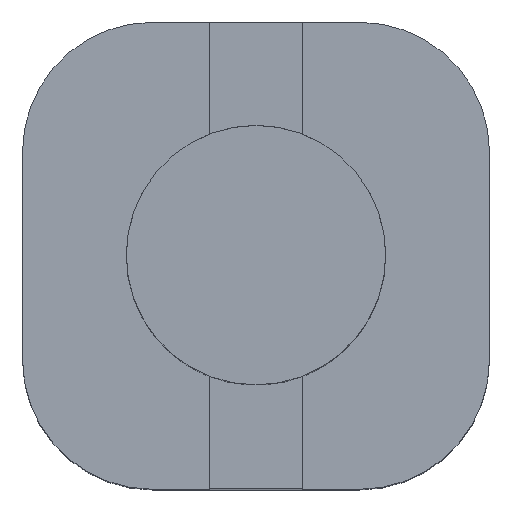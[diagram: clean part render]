
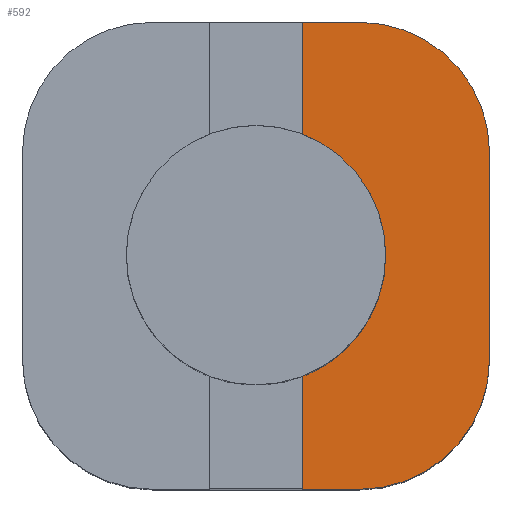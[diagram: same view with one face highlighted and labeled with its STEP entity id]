
A CAD part, top view. The second image highlights one B-rep face of the part: STEP entity #592.
In plain terms, the highlighted planar face has unit normal (0, 0, 1).
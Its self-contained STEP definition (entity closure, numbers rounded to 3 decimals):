
#25=FACE_OUTER_BOUND('',#57,.T.);
#57=EDGE_LOOP('',(#391,#392,#393,#394,#395,#396,#397,#398,#399,#400,#401));
#90=LINE('',#872,#159);
#91=LINE('',#874,#160);
#92=LINE('',#876,#161);
#93=LINE('',#882,#162);
#94=LINE('',#884,#163);
#95=LINE('',#886,#164);
#96=LINE('',#889,#165);
#159=VECTOR('',#698,10.);
#160=VECTOR('',#699,10.);
#161=VECTOR('',#700,10.);
#162=VECTOR('',#705,10.);
#163=VECTOR('',#706,10.);
#164=VECTOR('',#707,10.);
#165=VECTOR('',#710,10.);
#228=CIRCLE('',#640,2.5);
#229=CIRCLE('',#641,2.5);
#230=CIRCLE('',#642,2.5);
#231=CIRCLE('',#643,2.5);
#246=VERTEX_POINT('',#868);
#247=VERTEX_POINT('',#869);
#248=VERTEX_POINT('',#871);
#249=VERTEX_POINT('',#873);
#250=VERTEX_POINT('',#875);
#251=VERTEX_POINT('',#877);
#252=VERTEX_POINT('',#879);
#253=VERTEX_POINT('',#881);
#254=VERTEX_POINT('',#883);
#255=VERTEX_POINT('',#885);
#256=VERTEX_POINT('',#887);
#304=EDGE_CURVE('',#246,#247,#228,.T.);
#305=EDGE_CURVE('',#248,#246,#90,.T.);
#306=EDGE_CURVE('',#249,#248,#91,.T.);
#307=EDGE_CURVE('',#250,#249,#92,.T.);
#308=EDGE_CURVE('',#251,#250,#229,.T.);
#309=EDGE_CURVE('',#252,#251,#230,.T.);
#310=EDGE_CURVE('',#253,#252,#93,.T.);
#311=EDGE_CURVE('',#254,#253,#94,.T.);
#312=EDGE_CURVE('',#255,#254,#95,.T.);
#313=EDGE_CURVE('',#256,#255,#231,.T.);
#314=EDGE_CURVE('',#247,#256,#96,.T.);
#391=ORIENTED_EDGE('',*,*,#304,.F.);
#392=ORIENTED_EDGE('',*,*,#305,.F.);
#393=ORIENTED_EDGE('',*,*,#306,.F.);
#394=ORIENTED_EDGE('',*,*,#307,.F.);
#395=ORIENTED_EDGE('',*,*,#308,.F.);
#396=ORIENTED_EDGE('',*,*,#309,.F.);
#397=ORIENTED_EDGE('',*,*,#310,.F.);
#398=ORIENTED_EDGE('',*,*,#311,.F.);
#399=ORIENTED_EDGE('',*,*,#312,.F.);
#400=ORIENTED_EDGE('',*,*,#313,.F.);
#401=ORIENTED_EDGE('',*,*,#314,.F.);
#565=PLANE('',#639);
#592=ADVANCED_FACE('',(#25),#565,.T.);
#639=AXIS2_PLACEMENT_3D('',#867,#694,#695);
#640=AXIS2_PLACEMENT_3D('',#870,#696,#697);
#641=AXIS2_PLACEMENT_3D('',#878,#701,#702);
#642=AXIS2_PLACEMENT_3D('',#880,#703,#704);
#643=AXIS2_PLACEMENT_3D('',#888,#708,#709);
#694=DIRECTION('center_axis',(0.,0.,1.));
#695=DIRECTION('ref_axis',(1.,0.,0.));
#696=DIRECTION('center_axis',(0.,0.,-1.));
#697=DIRECTION('ref_axis',(0.707,0.707,0.));
#698=DIRECTION('',(1.,0.,0.));
#699=DIRECTION('',(0.,1.,0.));
#700=DIRECTION('',(-1.,0.,0.));
#701=DIRECTION('center_axis',(0.,0.,1.));
#702=DIRECTION('ref_axis',(-1.,0.,0.));
#703=DIRECTION('center_axis',(0.,0.,1.));
#704=DIRECTION('ref_axis',(-1.,0.,0.));
#705=DIRECTION('',(1.,0.,0.));
#706=DIRECTION('',(0.,1.,0.));
#707=DIRECTION('',(-1.,0.,0.));
#708=DIRECTION('center_axis',(0.,0.,-1.));
#709=DIRECTION('ref_axis',(0.707,-0.707,0.));
#710=DIRECTION('',(0.,-1.,0.));
#867=CARTESIAN_POINT('Origin',(13.196,3.361,4.2));
#868=CARTESIAN_POINT('',(15.196,7.861,4.2));
#869=CARTESIAN_POINT('',(17.696,5.361,4.2));
#870=CARTESIAN_POINT('Origin',(15.196,5.361,4.2));
#871=CARTESIAN_POINT('',(14.096,7.861,4.2));
#872=CARTESIAN_POINT('',(15.446,7.861,4.2));
#873=CARTESIAN_POINT('',(14.096,5.653,4.2));
#874=CARTESIAN_POINT('',(14.096,4.507,4.2));
#875=CARTESIAN_POINT('',(14.196,5.653,4.2));
#876=CARTESIAN_POINT('',(14.196,5.653,4.2));
#877=CARTESIAN_POINT('',(15.696,3.361,4.2));
#878=CARTESIAN_POINT('Origin',(13.196,3.361,4.2));
#879=CARTESIAN_POINT('',(14.196,1.07,4.2));
#880=CARTESIAN_POINT('Origin',(13.196,3.361,4.2));
#881=CARTESIAN_POINT('',(14.096,1.07,4.2));
#882=CARTESIAN_POINT('',(14.196,1.07,4.2));
#883=CARTESIAN_POINT('',(14.096,-1.139,4.2));
#884=CARTESIAN_POINT('',(14.096,1.111,4.2));
#885=CARTESIAN_POINT('',(15.196,-1.139,4.2));
#886=CARTESIAN_POINT('',(10.946,-1.139,4.2));
#887=CARTESIAN_POINT('',(17.696,1.361,4.2));
#888=CARTESIAN_POINT('Origin',(15.196,1.361,4.2));
#889=CARTESIAN_POINT('',(17.696,1.111,4.2));
